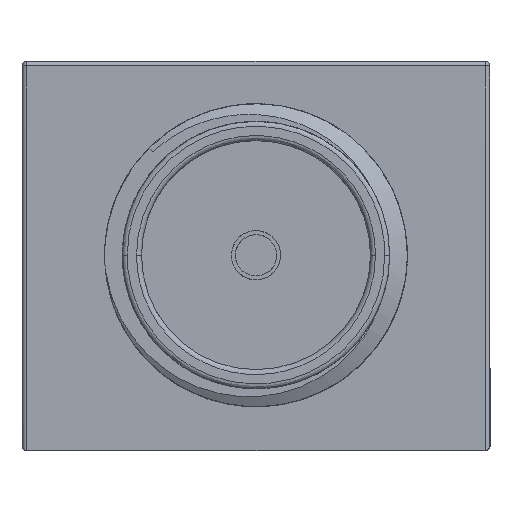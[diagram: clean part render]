
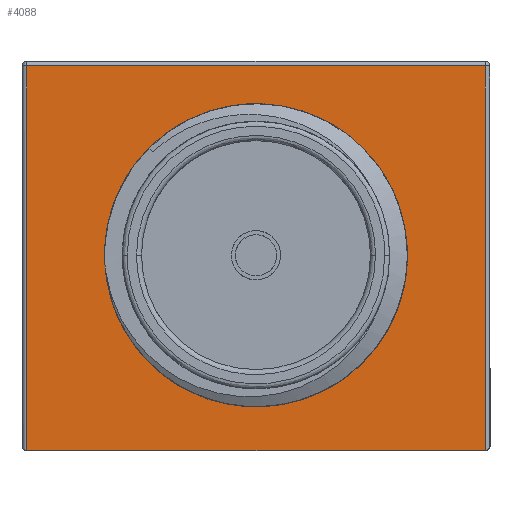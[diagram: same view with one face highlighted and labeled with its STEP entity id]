
A CAD part, top view. The second image highlights one B-rep face of the part: STEP entity #4088.
In plain terms, the highlighted planar face has unit normal (0, 0, 1).
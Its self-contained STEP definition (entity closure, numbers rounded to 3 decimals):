
#4 = CARTESIAN_POINT ( 'NONE',  ( -2.8, 0., 1.5 ) ) ;
#40 = CARTESIAN_POINT ( 'NONE',  ( -2.239, -1.721, 1.5 ) ) ;
#75 = CARTESIAN_POINT ( 'NONE',  ( 2.8, 0., 1.5 ) ) ;
#138 = VECTOR ( 'NONE', #9032, 1000. ) ;
#247 = VERTEX_POINT ( 'NONE', #5623 ) ;
#267 = EDGE_LOOP ( 'NONE', ( #9992, #618 ) ) ;
#487 = CARTESIAN_POINT ( 'NONE',  ( 0.733, 2.727, 1.5 ) ) ;
#618 = ORIENTED_EDGE ( 'NONE', *, *, #3582, .F. ) ;
#892 = CARTESIAN_POINT ( 'NONE',  ( -1.41, -2.447, 1.5 ) ) ;
#1335 = CARTESIAN_POINT ( 'NONE',  ( -0.367, 2.8, 1.5 ) ) ;
#1564 = CARTESIAN_POINT ( 'NONE',  ( -4.66, -3.96, 1.5 ) ) ;
#1733 = CARTESIAN_POINT ( 'NONE',  ( -0.367, -2.8, 1.5 ) ) ;
#1897 = LINE ( 'NONE', #10062, #8065 ) ;
#2171 = CARTESIAN_POINT ( 'NONE',  ( -1.41, 2.447, 1.5 ) ) ;
#2382 = ORIENTED_EDGE ( 'NONE', *, *, #7596, .T. ) ;
#2477 = B_SPLINE_CURVE_WITH_KNOTS ( 'NONE', 3,
 ( #4, #7576, #10116, #5075, #40, #5929, #892, #6769, #1733, #7617, #2577, #8460, #3416, #9309, #4270, #10152, #5118, #75 ),
 .UNSPECIFIED., .F., .F.,
 ( 4, 2, 2, 2, 2, 2, 2, 2, 4 ),
 ( 0., 0.125, 0.25, 0.375, 0.5, 0.625, 0.75, 0.875, 1. ),
 .UNSPECIFIED. ) ;
#2577 = CARTESIAN_POINT ( 'NONE',  ( 0.733, -2.727, 1.5 ) ) ;
#2610 = VERTEX_POINT ( 'NONE', #8815 ) ;
#2899 = EDGE_LOOP ( 'NONE', ( #10731, #4073, #5543, #2382 ) ) ;
#2924 = LINE ( 'NONE', #6244, #5162 ) ;
#3015 = CARTESIAN_POINT ( 'NONE',  ( -2.239, 1.721, 1.5 ) ) ;
#3182 = VERTEX_POINT ( 'NONE', #8767 ) ;
#3416 = CARTESIAN_POINT ( 'NONE',  ( 1.721, -2.239, 1.5 ) ) ;
#3460 = LINE ( 'NONE', #10624, #5696 ) ;
#3582 = EDGE_CURVE ( 'NONE', #2610, #3182, #2477, .T. ) ;
#3741 = VERTEX_POINT ( 'NONE', #10226 ) ;
#3829 = CARTESIAN_POINT ( 'NONE',  ( 2.727, 0.733, 1.5 ) ) ;
#3857 = CARTESIAN_POINT ( 'NONE',  ( -2.727, 0.733, 1.5 ) ) ;
#3980 = PLANE ( 'NONE',  #6360 ) ;
#4014 = CARTESIAN_POINT ( 'NONE',  ( -4.76, -3.96, 1.5 ) ) ;
#4073 = ORIENTED_EDGE ( 'NONE', *, *, #9391, .T. ) ;
#4088 = ADVANCED_FACE ( 'NONE', ( #7868, #8123 ), #3980, .T. ) ;
#4180 = DIRECTION ( 'NONE',  ( -1., 0., 0. ) ) ;
#4270 = CARTESIAN_POINT ( 'NONE',  ( 2.447, -1.41, 1.5 ) ) ;
#4669 = CARTESIAN_POINT ( 'NONE',  ( 2.239, 1.721, 1.5 ) ) ;
#4701 = CARTESIAN_POINT ( 'NONE',  ( 2.8, 0.367, 1.5 ) ) ;
#4704 = CARTESIAN_POINT ( 'NONE',  ( -2.8, 0., 1.5 ) ) ;
#4739 = DIRECTION ( 'NONE',  ( 1., 0., 0. ) ) ;
#4877 = DIRECTION ( 'NONE',  ( 1., 0., 0. ) ) ;
#5075 = CARTESIAN_POINT ( 'NONE',  ( -2.447, -1.41, 1.5 ) ) ;
#5118 = CARTESIAN_POINT ( 'NONE',  ( 2.8, -0.367, 1.5 ) ) ;
#5162 = VECTOR ( 'NONE', #7937, 1000. ) ;
#5279 = VERTEX_POINT ( 'NONE', #9540 ) ;
#5483 = EDGE_CURVE ( 'NONE', #3182, #2610, #9205, .T. ) ;
#5525 = CARTESIAN_POINT ( 'NONE',  ( 1.41, 2.447, 1.5 ) ) ;
#5543 = ORIENTED_EDGE ( 'NONE', *, *, #5546, .T. ) ;
#5546 = EDGE_CURVE ( 'NONE', #10222, #3741, #3460, .T. ) ;
#5623 = CARTESIAN_POINT ( 'NONE',  ( -4.66, 3.86, 1.5 ) ) ;
#5696 = VECTOR ( 'NONE', #4739, 1000. ) ;
#5753 = CARTESIAN_POINT ( 'NONE',  ( -4.66, -3.96, 1.5 ) ) ;
#5929 = CARTESIAN_POINT ( 'NONE',  ( -1.721, -2.239, 1.5 ) ) ;
#6244 = CARTESIAN_POINT ( 'NONE',  ( 4.66, -3.96, 1.5 ) ) ;
#6360 = AXIS2_PLACEMENT_3D ( 'NONE', #4014, #9904, #4877 ) ;
#6369 = CARTESIAN_POINT ( 'NONE',  ( 0.367, 2.8, 1.5 ) ) ;
#6769 = CARTESIAN_POINT ( 'NONE',  ( -0.733, -2.727, 1.5 ) ) ;
#6837 = LINE ( 'NONE', #5753, #138 ) ;
#7211 = CARTESIAN_POINT ( 'NONE',  ( -0.733, 2.727, 1.5 ) ) ;
#7324 = EDGE_CURVE ( 'NONE', #5279, #247, #1897, .T. ) ;
#7576 = CARTESIAN_POINT ( 'NONE',  ( -2.8, -0.367, 1.5 ) ) ;
#7596 = EDGE_CURVE ( 'NONE', #3741, #5279, #2924, .T. ) ;
#7617 = CARTESIAN_POINT ( 'NONE',  ( 0.367, -2.8, 1.5 ) ) ;
#7868 = FACE_BOUND ( 'NONE', #267, .T. ) ;
#7937 = DIRECTION ( 'NONE',  ( 0., 1., 0. ) ) ;
#8054 = CARTESIAN_POINT ( 'NONE',  ( -1.721, 2.239, 1.5 ) ) ;
#8065 = VECTOR ( 'NONE', #4180, 1000. ) ;
#8084 = CARTESIAN_POINT ( 'NONE',  ( 2.8, 0., 1.5 ) ) ;
#8123 = FACE_OUTER_BOUND ( 'NONE', #2899, .T. ) ;
#8460 = CARTESIAN_POINT ( 'NONE',  ( 1.41, -2.447, 1.5 ) ) ;
#8767 = CARTESIAN_POINT ( 'NONE',  ( 2.8, 0., 1.5 ) ) ;
#8815 = CARTESIAN_POINT ( 'NONE',  ( -2.8, 0., 1.5 ) ) ;
#8908 = CARTESIAN_POINT ( 'NONE',  ( -2.447, 1.41, 1.5 ) ) ;
#9032 = DIRECTION ( 'NONE',  ( 0., -1., 0. ) ) ;
#9205 = B_SPLINE_CURVE_WITH_KNOTS ( 'NONE', 3,
 ( #8084, #4701, #3829, #9705, #4669, #10559, #5525, #487, #6369, #1335, #7211, #2171, #8054, #3015, #8908, #3857, #9742, #4704 ),
 .UNSPECIFIED., .F., .F.,
 ( 4, 2, 2, 2, 2, 2, 2, 2, 4 ),
 ( 0., 0.125, 0.25, 0.375, 0.5, 0.625, 0.75, 0.875, 1. ),
 .UNSPECIFIED. ) ;
#9309 = CARTESIAN_POINT ( 'NONE',  ( 2.239, -1.721, 1.5 ) ) ;
#9391 = EDGE_CURVE ( 'NONE', #247, #10222, #6837, .T. ) ;
#9540 = CARTESIAN_POINT ( 'NONE',  ( 4.66, 3.86, 1.5 ) ) ;
#9705 = CARTESIAN_POINT ( 'NONE',  ( 2.447, 1.41, 1.5 ) ) ;
#9742 = CARTESIAN_POINT ( 'NONE',  ( -2.8, 0.367, 1.5 ) ) ;
#9904 = DIRECTION ( 'NONE',  ( 0., 0., 1. ) ) ;
#9992 = ORIENTED_EDGE ( 'NONE', *, *, #5483, .F. ) ;
#10062 = CARTESIAN_POINT ( 'NONE',  ( -4.76, 3.86, 1.5 ) ) ;
#10116 = CARTESIAN_POINT ( 'NONE',  ( -2.727, -0.733, 1.5 ) ) ;
#10152 = CARTESIAN_POINT ( 'NONE',  ( 2.727, -0.733, 1.5 ) ) ;
#10222 = VERTEX_POINT ( 'NONE', #1564 ) ;
#10226 = CARTESIAN_POINT ( 'NONE',  ( 4.66, -3.96, 1.5 ) ) ;
#10559 = CARTESIAN_POINT ( 'NONE',  ( 1.721, 2.239, 1.5 ) ) ;
#10624 = CARTESIAN_POINT ( 'NONE',  ( -4.76, -3.96, 1.5 ) ) ;
#10731 = ORIENTED_EDGE ( 'NONE', *, *, #7324, .T. ) ;
